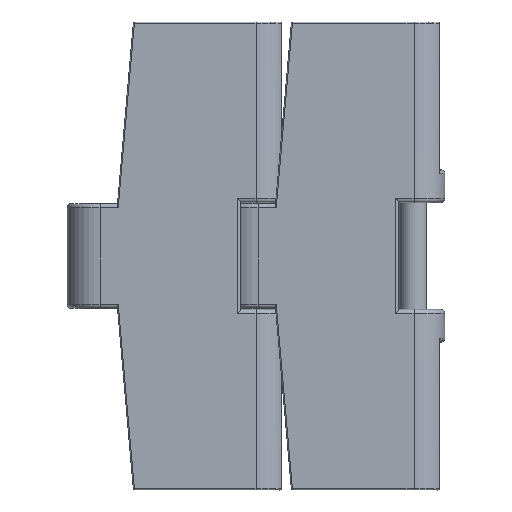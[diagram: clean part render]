
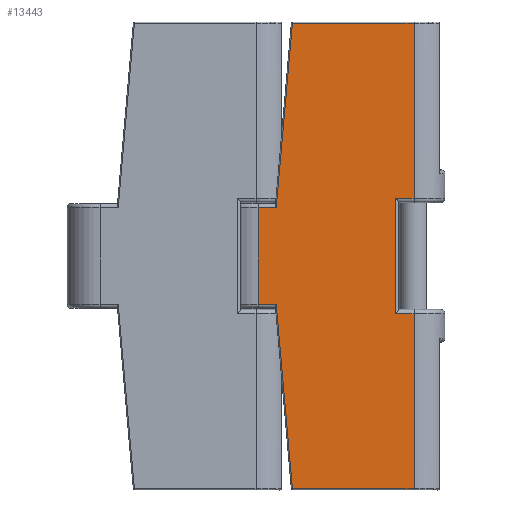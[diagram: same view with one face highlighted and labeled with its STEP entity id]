
A CAD part, top view. The second image highlights one B-rep face of the part: STEP entity #13443.
In plain terms, the highlighted planar face has unit normal (0, 0, 1).
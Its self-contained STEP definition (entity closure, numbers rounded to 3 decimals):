
#438=PLANE('',#14534);
#1573=LINE('',#23867,#2743);
#1575=LINE('',#23871,#2745);
#1582=LINE('',#23932,#2752);
#1688=LINE('',#24548,#2858);
#1689=LINE('',#24549,#2859);
#1690=LINE('',#24551,#2860);
#1691=LINE('',#24553,#2861);
#1692=LINE('',#24554,#2862);
#1693=LINE('',#24556,#2863);
#1694=LINE('',#24558,#2864);
#1695=LINE('',#24559,#2865);
#1696=LINE('',#24560,#2866);
#2743=VECTOR('',#16837,42.85);
#2745=VECTOR('',#16841,42.85);
#2752=VECTOR('',#16874,23.61);
#2858=VECTOR('',#17128,28.1);
#2859=VECTOR('',#17129,4.486);
#2860=VECTOR('',#17130,29.707);
#2861=VECTOR('',#17131,45.267);
#2862=VECTOR('',#17132,4.448);
#2863=VECTOR('',#17133,4.448);
#2864=VECTOR('',#17134,45.267);
#2865=VECTOR('',#17135,29.707);
#2866=VECTOR('',#17136,4.486);
#3954=FACE_OUTER_BOUND('',#4784,.T.);
#4784=EDGE_LOOP('',(#11229,#11230,#11231,#11232,#11233,#11234,#11235,#11236,
#11237,#11238,#11239,#11240));
#6283=VERTEX_POINT('',#23530);
#6286=VERTEX_POINT('',#23547);
#6310=VERTEX_POINT('',#23847);
#6317=VERTEX_POINT('',#23865);
#6318=VERTEX_POINT('',#23870);
#6324=VERTEX_POINT('',#23884);
#6476=VERTEX_POINT('',#24546);
#6477=VERTEX_POINT('',#24547);
#6478=VERTEX_POINT('',#24550);
#6479=VERTEX_POINT('',#24552);
#6480=VERTEX_POINT('',#24555);
#6481=VERTEX_POINT('',#24557);
#7955=EDGE_CURVE('',#6317,#6286,#1573,.T.);
#7957=EDGE_CURVE('',#6283,#6318,#1575,.T.);
#7980=EDGE_CURVE('',#6324,#6310,#1582,.T.);
#8151=EDGE_CURVE('',#6476,#6477,#1688,.T.);
#8152=EDGE_CURVE('',#6477,#6286,#1689,.T.);
#8153=EDGE_CURVE('',#6317,#6478,#1690,.T.);
#8154=EDGE_CURVE('',#6478,#6479,#1691,.T.);
#8155=EDGE_CURVE('',#6479,#6324,#1692,.T.);
#8156=EDGE_CURVE('',#6310,#6480,#1693,.T.);
#8157=EDGE_CURVE('',#6480,#6481,#1694,.T.);
#8158=EDGE_CURVE('',#6481,#6318,#1695,.T.);
#8159=EDGE_CURVE('',#6283,#6476,#1696,.T.);
#11229=ORIENTED_EDGE('',*,*,#8151,.T.);
#11230=ORIENTED_EDGE('',*,*,#8152,.T.);
#11231=ORIENTED_EDGE('',*,*,#7955,.F.);
#11232=ORIENTED_EDGE('',*,*,#8153,.T.);
#11233=ORIENTED_EDGE('',*,*,#8154,.T.);
#11234=ORIENTED_EDGE('',*,*,#8155,.T.);
#11235=ORIENTED_EDGE('',*,*,#7980,.T.);
#11236=ORIENTED_EDGE('',*,*,#8156,.T.);
#11237=ORIENTED_EDGE('',*,*,#8157,.T.);
#11238=ORIENTED_EDGE('',*,*,#8158,.T.);
#11239=ORIENTED_EDGE('',*,*,#7957,.F.);
#11240=ORIENTED_EDGE('',*,*,#8159,.T.);
#13443=ADVANCED_FACE('',(#3954),#438,.F.);
#14534=AXIS2_PLACEMENT_3D('',#24545,#17126,#17127);
#16837=DIRECTION('',(0.,-1.,0.));
#16841=DIRECTION('',(0.,-1.,0.));
#16874=DIRECTION('',(0.,-1.,0.));
#17126=DIRECTION('center_axis',(0.,0.,-1.));
#17127=DIRECTION('ref_axis',(-1.,0.,0.));
#17128=DIRECTION('',(0.,1.,0.));
#17129=DIRECTION('',(1.,0.,0.));
#17130=DIRECTION('',(-1.,0.,0.));
#17131=DIRECTION('',(-0.087,-0.996,0.));
#17132=DIRECTION('',(-1.,0.,0.));
#17133=DIRECTION('',(1.,0.,0.));
#17134=DIRECTION('',(0.087,-0.996,0.));
#17135=DIRECTION('',(1.,0.,0.));
#17136=DIRECTION('',(-1.,0.,0.));
#23530=CARTESIAN_POINT('',(0.,-14.05,8.05));
#23547=CARTESIAN_POINT('',(0.,14.05,8.05));
#23847=CARTESIAN_POINT('',(-38.1,-11.805,8.05));
#23865=CARTESIAN_POINT('',(0.,56.9,8.05));
#23867=CARTESIAN_POINT('',(0.,56.9,8.05));
#23870=CARTESIAN_POINT('',(0.,-56.9,8.05));
#23871=CARTESIAN_POINT('',(0.,-14.05,8.05));
#23884=CARTESIAN_POINT('',(-38.1,11.805,8.05));
#23932=CARTESIAN_POINT('',(-38.1,11.805,8.05));
#24545=CARTESIAN_POINT('Origin',(0.,21.05,8.05));
#24546=CARTESIAN_POINT('',(-4.486,-14.05,8.05));
#24547=CARTESIAN_POINT('',(-4.486,14.05,8.05));
#24548=CARTESIAN_POINT('',(-4.486,-14.05,8.05));
#24549=CARTESIAN_POINT('',(-4.486,14.05,8.05));
#24550=CARTESIAN_POINT('',(-29.706,56.9,8.05));
#24551=CARTESIAN_POINT('',(0.,56.9,8.05));
#24552=CARTESIAN_POINT('',(-33.652,11.805,8.05));
#24553=CARTESIAN_POINT('',(-29.706,56.9,8.05));
#24554=CARTESIAN_POINT('',(-33.652,11.805,8.05));
#24555=CARTESIAN_POINT('',(-33.652,-11.805,8.05));
#24556=CARTESIAN_POINT('',(-38.1,-11.805,8.05));
#24557=CARTESIAN_POINT('',(-29.706,-56.9,8.05));
#24558=CARTESIAN_POINT('',(-33.652,-11.805,8.05));
#24559=CARTESIAN_POINT('',(-29.706,-56.9,8.05));
#24560=CARTESIAN_POINT('',(0.,-14.05,8.05));
